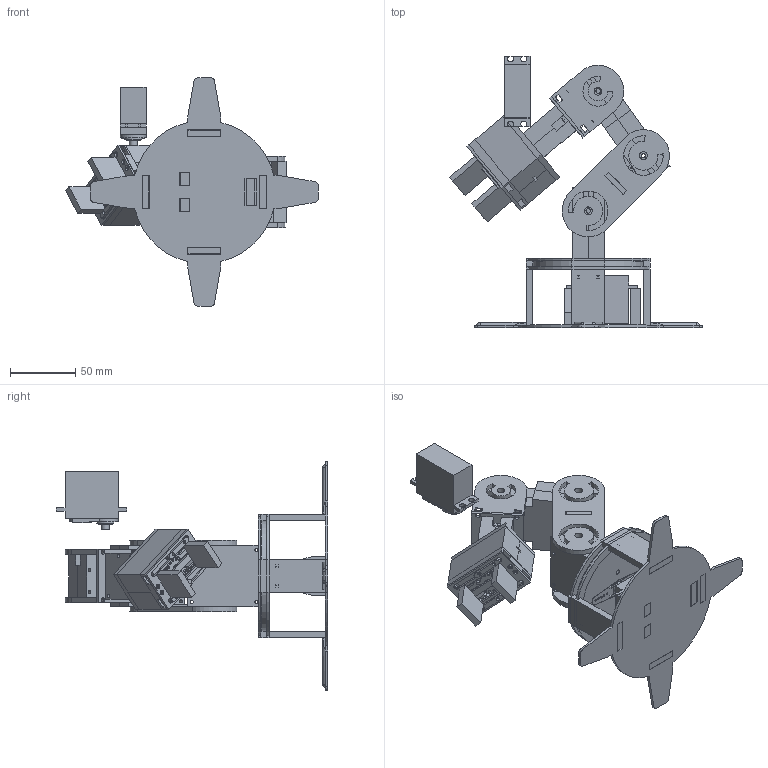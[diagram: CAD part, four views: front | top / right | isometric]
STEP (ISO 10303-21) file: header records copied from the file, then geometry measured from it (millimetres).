
FILE_DESCRIPTION(/* description */ (''),/* implementation_level */ '2;1');
FILE_NAME(/* name */ '3D Printed Robotic Arm.step',/* time_stamp */ '2020-08-22T20:43:18-05:00',/* author */ (''),/* organization */ (''),/* preprocessor_version */ 'ST-DEVELOPER v18.1',/* originating_system */ 'Autodesk Translation Framework v9.3.0.1241',/* authorisation */ '');
FILE_SCHEMA (('AUTOMOTIVE_DESIGN { 1 0 10303 214 3 1 1 }'));
Products named in the file (38): newUpdateAssembly; base - cap; bigHorn; axis1 - DoublehighTorqueServo; MG946R Servo Horn - 4prong; hornAxis - highTorque; axis1 - spacer; pivotAxis - highTorque; MG946R Servo Horn; axis1 - highTorqueServo; MG946RServo; MG946R v1; axis1 - hornSupport; wrist - base; axis1 - pivotSupport; doubleBallBearingServo; wristServoEnclosure; s52 Servo; base - support - stand; baseServo - stand - wire; base - base; baseServo - stand; base - support - spacer; base - support; gripperAssembly; gripper - backPlate; gripper - servoEnclosure; microServo - accurate; gripper - wristHornAttachment; gripper - servoGear; Spur Gear (14 teeth); gripper - rackGear; gripper - rackGear_1; Rack Gear (10 teeth); gripper - spacer; gripper - jaw; gripper - frontPlate; s52  servoHorn
Assembly tree (50 placements, depth 4):
  newUpdateAssembly
    base - cap
      bigHorn
    axis1 - DoublehighTorqueServo
      MG946RServo
        MG946R v1
    MG946R Servo Horn - 4prong
    hornAxis - highTorque
    axis1 - spacer
    pivotAxis - highTorque
    MG946R Servo Horn
    axis1 - highTorqueServo
      MG946RServo
        MG946R v1
      s52 Servo
    s52  servoHorn
    axis1 - hornSupport
    wrist - base
    axis1 - pivotSupport
    doubleBallBearingServo
    wristServoEnclosure
      s52 Servo
    base - support  x2
    base - support - stand  x4
    baseServo - stand - wire
    base - base
    baseServo - stand
    base - support - spacer  x4
    gripperAssembly
      gripper - backPlate
      gripper - servoEnclosure
        microServo - accurate
      gripper - wristHornAttachment
      gripper - servoGear
        Spur Gear (14 teeth)
      gripper - rackGear
        Rack Gear (10 teeth)
      gripper - rackGear_1
        Rack Gear (10 teeth)
      gripper - spacer  x2
      gripper - jaw  x2
      gripper - frontPlate
      s52  servoHorn
Bounding box: 194.22 x 208.61 x 175.4 mm (x, y, z)
Volume: 385318.2 mm3; surface area: 232718.2 mm2
Topology: 49 solids, 49 shells, 2559 faces, 7108 edges, 4725 vertices
Faces by surface type: plane 1715, cylinder 598, bspline 242, torus 2, cone 2
Full cylindrical faces by diameter (mm): 1 x24, 1.25 x54, 1.5 x10, 1.75 x34, 2 x10, 2.11 x2, 2.45 x2, 2.5 x68, 2.9 x1, 3 x1, 3.5 x10, 3.75 x4, 4.25 x2, 4.3 x1, 4.55 x2, 4.71 x2, 4.85 x1, 5.2 x1, 5.5 x3, 5.64 x1, 5.66 x1, 5.67 x1, 5.95 x2, 6 x3, 6.25 x2, 6.75 x2, 7 x1, 7.11 x1, 7.34 x1, 7.61 x1
Entity records: 69211 total; most frequent: CARTESIAN_POINT 14112, ORIENTED_EDGE 11502, DIRECTION 10532, EDGE_CURVE 5751, LINE 4358, VECTOR 4358, VERTEX_POINT 3823, AXIS2_PLACEMENT_3D 3087
